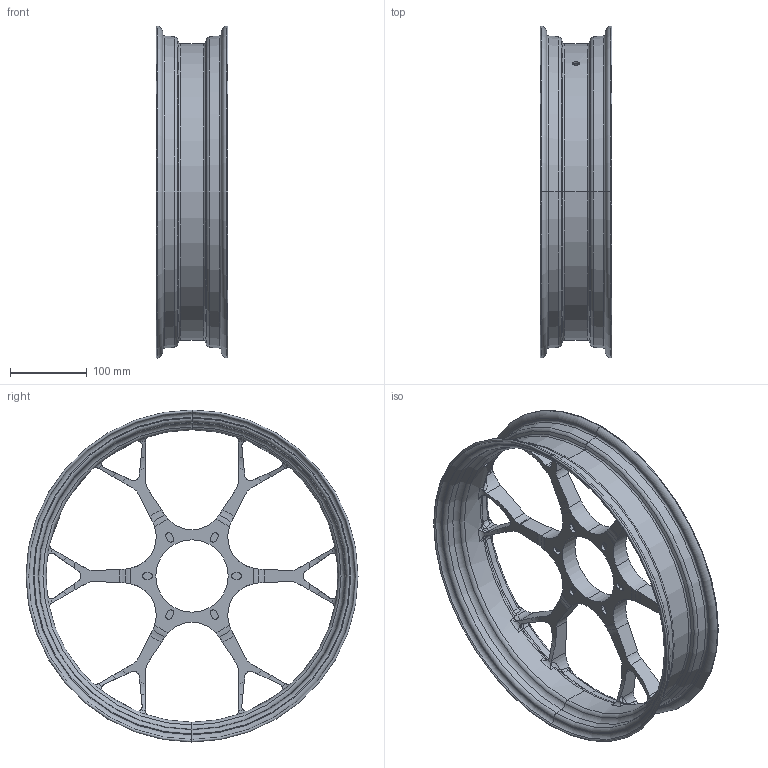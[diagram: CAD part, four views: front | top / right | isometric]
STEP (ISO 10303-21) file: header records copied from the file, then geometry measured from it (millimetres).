
FILE_DESCRIPTION (( 'STEP AP214' ), '1' );
FILE_NAME ('rimmachined v13.2.STEP', '2022-12-29T21:49:10', ( '' ), ( '' ), 'SwSTEP 2.0', 'SolidWorks 2021', '' );
FILE_SCHEMA (( 'AUTOMOTIVE_DESIGN' ));
Length unit declared in the file: millimetre
Products named in the file (1): rimmachined v13.2
Bounding box: 93.59 x 431.57 x 431.57 mm (x, y, z)
Volume: 851559.9 mm3; surface area: 401629.8 mm2
Topology: 1 solids, 1 shells, 464 faces, 1258 edges, 758 vertices
Faces by surface type: bspline 132, cylinder 114, torus 111, plane 66, cone 41
Entity records: 23235 total; most frequent: CARTESIAN_POINT 12909, ORIENTED_EDGE 2468, DIRECTION 1817, EDGE_CURVE 1234, AXIS2_PLACEMENT_3D 792, VERTEX_POINT 758, B_SPLINE_CURVE_WITH_KNOTS 542, EDGE_LOOP 478
